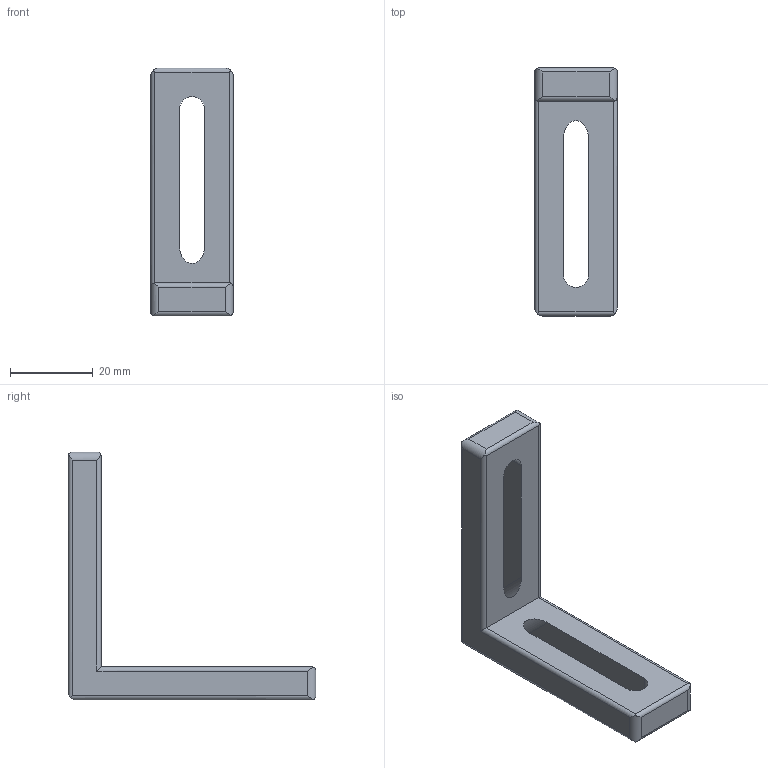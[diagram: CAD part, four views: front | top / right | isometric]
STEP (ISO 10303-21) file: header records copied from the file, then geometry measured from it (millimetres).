
FILE_DESCRIPTION (( 'STEP AP203' ), '1' );
FILE_NAME ('202350102_c_1.STEP', '2022-11-20T03:39:22', ( '' ), ( '' ), 'SwSTEP 2.0', 'SolidWorks 2014', '' );
FILE_SCHEMA (( 'CONFIG_CONTROL_DESIGN' ));
Length unit declared in the file: millimetre
Products named in the file (1): 202350102_c_1
Bounding box: 20 x 60 x 60 mm (x, y, z)
Volume: 13591.3 mm3; surface area: 6830.5 mm2
Topology: 1 solids, 1 shells, 34 faces, 94 edges, 62 vertices
Faces by surface type: cylinder 22, plane 12
Entity records: 1283 total; most frequent: CARTESIAN_POINT 417, ORIENTED_EDGE 188, DIRECTION 130, EDGE_CURVE 94, VERTEX_POINT 62, VECTOR 52, LINE 52, AXIS2_PLACEMENT_3D 39
